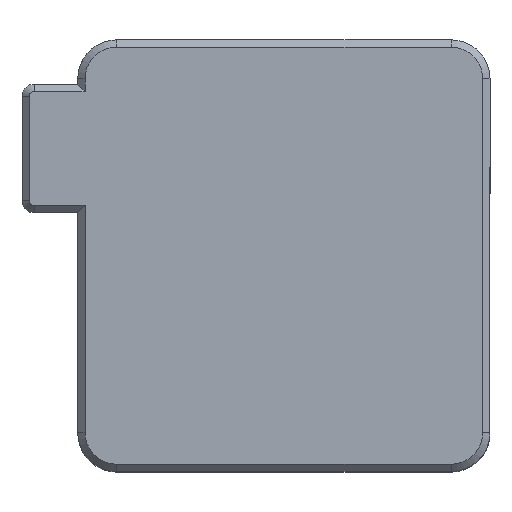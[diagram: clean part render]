
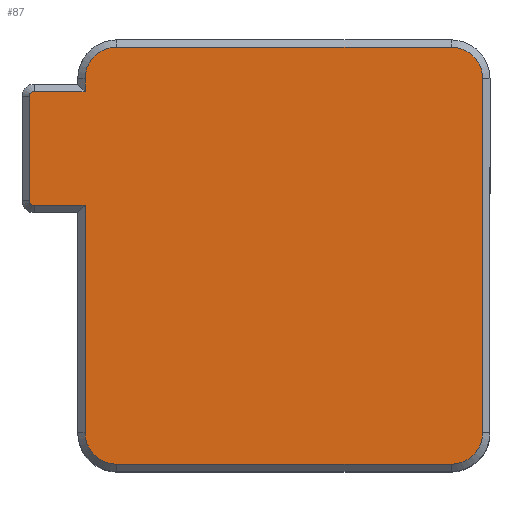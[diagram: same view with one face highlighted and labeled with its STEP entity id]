
A CAD part, top view. The second image highlights one B-rep face of the part: STEP entity #87.
In plain terms, the highlighted planar face has unit normal (0, 0, 1).
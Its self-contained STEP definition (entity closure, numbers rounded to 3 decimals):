
#58 = CARTESIAN_POINT ( 'NONE',  ( -6.9, 8.6, 15.85 ) ) ;
#62 = EDGE_CURVE ( 'NONE', #1031, #1615, #2439, .T. ) ;
#69 = CARTESIAN_POINT ( 'NONE',  ( -10.3, 2.27, 15.85 ) ) ;
#80 = ORIENTED_EDGE ( 'NONE', *, *, #628, .T. ) ;
#87 = ADVANCED_FACE ( 'NONE', ( #3094 ), #1296, .T. ) ;
#88 = VERTEX_POINT ( 'NONE', #1837 ) ;
#171 = VECTOR ( 'NONE', #1018, 1000. ) ;
#188 = ORIENTED_EDGE ( 'NONE', *, *, #3289, .T. ) ;
#244 = DIRECTION ( 'NONE',  ( 1., 0., 0. ) ) ;
#265 = DIRECTION ( 'NONE',  ( 1., 0., 0. ) ) ;
#278 = CIRCLE ( 'NONE', #1254, 0.2 ) ;
#284 = CARTESIAN_POINT ( 'NONE',  ( 6.9, -7.3, 15.85 ) ) ;
#324 = CARTESIAN_POINT ( 'NONE',  ( -8.2, 7.3, 15.85 ) ) ;
#346 = VECTOR ( 'NONE', #2076, 1000. ) ;
#366 = VERTEX_POINT ( 'NONE', #888 ) ;
#377 = EDGE_CURVE ( 'NONE', #1615, #88, #636, .T. ) ;
#479 = LINE ( 'NONE', #3065, #346 ) ;
#507 = EDGE_CURVE ( 'NONE', #1110, #725, #1678, .T. ) ;
#516 = CARTESIAN_POINT ( 'NONE',  ( -6.9, 2.07, 15.85 ) ) ;
#557 = AXIS2_PLACEMENT_3D ( 'NONE', #69, #633, #616 ) ;
#566 = EDGE_CURVE ( 'NONE', #627, #366, #3069, .T. ) ;
#577 = EDGE_LOOP ( 'NONE', ( #635, #2558, #1284, #80, #3352, #2896, #1279, #2318, #2522, #2276, #3056, #1780, #188, #3072 ) ) ;
#613 = CARTESIAN_POINT ( 'NONE',  ( -8.2, -7.3, 15.85 ) ) ;
#616 = DIRECTION ( 'NONE',  ( 1., 0., 0. ) ) ;
#627 = VERTEX_POINT ( 'NONE', #902 ) ;
#628 = EDGE_CURVE ( 'NONE', #1331, #2386, #2414, .T. ) ;
#633 = DIRECTION ( 'NONE',  ( 0., 0., 1. ) ) ;
#635 = ORIENTED_EDGE ( 'NONE', *, *, #1228, .T. ) ;
#636 = LINE ( 'NONE', #2684, #2804 ) ;
#651 = EDGE_CURVE ( 'NONE', #1518, #2891, #1457, .T. ) ;
#653 = AXIS2_PLACEMENT_3D ( 'NONE', #1106, #2130, #2932 ) ;
#725 = VERTEX_POINT ( 'NONE', #324 ) ;
#746 = LINE ( 'NONE', #2605, #171 ) ;
#764 = AXIS2_PLACEMENT_3D ( 'NONE', #3349, #1602, #265 ) ;
#813 = VECTOR ( 'NONE', #3209, 1000. ) ;
#814 = DIRECTION ( 'NONE',  ( 0., 0., 1. ) ) ;
#834 = DIRECTION ( 'NONE',  ( -1., 0., 0. ) ) ;
#888 = CARTESIAN_POINT ( 'NONE',  ( -8.2, 2.07, 15.85 ) ) ;
#902 = CARTESIAN_POINT ( 'NONE',  ( -10.3, 2.07, 15.85 ) ) ;
#904 = LINE ( 'NONE', #2899, #3273 ) ;
#947 = VECTOR ( 'NONE', #1784, 1000. ) ;
#968 = LINE ( 'NONE', #2708, #2117 ) ;
#986 = DIRECTION ( 'NONE',  ( 1., 0., 0. ) ) ;
#1018 = DIRECTION ( 'NONE',  ( 0., 1., 0. ) ) ;
#1031 = VERTEX_POINT ( 'NONE', #613 ) ;
#1059 = CARTESIAN_POINT ( 'NONE',  ( -8.2, 6.77, 15.85 ) ) ;
#1071 = DIRECTION ( 'NONE',  ( 0., 0., 1. ) ) ;
#1072 = CARTESIAN_POINT ( 'NONE',  ( 8.2, -7.3, 15.85 ) ) ;
#1106 = CARTESIAN_POINT ( 'NONE',  ( 6.9, 7.3, 15.85 ) ) ;
#1110 = VERTEX_POINT ( 'NONE', #1379 ) ;
#1187 = VECTOR ( 'NONE', #1292, 1000. ) ;
#1228 = EDGE_CURVE ( 'NONE', #725, #2752, #968, .T. ) ;
#1254 = AXIS2_PLACEMENT_3D ( 'NONE', #3115, #1549, #986 ) ;
#1256 = AXIS2_PLACEMENT_3D ( 'NONE', #2079, #814, #244 ) ;
#1279 = ORIENTED_EDGE ( 'NONE', *, *, #3187, .T. ) ;
#1281 = CARTESIAN_POINT ( 'NONE',  ( -6.9, 7.3, 15.85 ) ) ;
#1284 = ORIENTED_EDGE ( 'NONE', *, *, #1307, .T. ) ;
#1292 = DIRECTION ( 'NONE',  ( 1., 0., 0. ) ) ;
#1296 = PLANE ( 'NONE',  #3310 ) ;
#1307 = EDGE_CURVE ( 'NONE', #1418, #1331, #278, .T. ) ;
#1331 = VERTEX_POINT ( 'NONE', #1568 ) ;
#1344 = EDGE_CURVE ( 'NONE', #1873, #1518, #746, .T. ) ;
#1379 = CARTESIAN_POINT ( 'NONE',  ( -6.9, 8.6, 15.85 ) ) ;
#1418 = VERTEX_POINT ( 'NONE', #2941 ) ;
#1457 = CIRCLE ( 'NONE', #653, 1.3 ) ;
#1518 = VERTEX_POINT ( 'NONE', #2002 ) ;
#1549 = DIRECTION ( 'NONE',  ( 0., 0., 1. ) ) ;
#1560 = DIRECTION ( 'NONE',  ( 0., 0., 1. ) ) ;
#1568 = CARTESIAN_POINT ( 'NONE',  ( -10.5, 6.57, 15.85 ) ) ;
#1602 = DIRECTION ( 'NONE',  ( 0., 0., 1. ) ) ;
#1615 = VERTEX_POINT ( 'NONE', #2972 ) ;
#1678 = CIRCLE ( 'NONE', #1256, 1.3 ) ;
#1780 = ORIENTED_EDGE ( 'NONE', *, *, #651, .T. ) ;
#1784 = DIRECTION ( 'NONE',  ( -1., 0., 0. ) ) ;
#1837 = CARTESIAN_POINT ( 'NONE',  ( 6.9, -8.6, 15.85 ) ) ;
#1873 = VERTEX_POINT ( 'NONE', #1072 ) ;
#1903 = CARTESIAN_POINT ( 'NONE',  ( -10.5, 7.3, 15.85 ) ) ;
#2002 = CARTESIAN_POINT ( 'NONE',  ( 8.2, 7.3, 15.85 ) ) ;
#2025 = CIRCLE ( 'NONE', #557, 0.2 ) ;
#2076 = DIRECTION ( 'NONE',  ( 0., -1., 0. ) ) ;
#2079 = CARTESIAN_POINT ( 'NONE',  ( -6.9, 7.3, 15.85 ) ) ;
#2117 = VECTOR ( 'NONE', #2526, 1000. ) ;
#2130 = DIRECTION ( 'NONE',  ( 0., 0., 1. ) ) ;
#2276 = ORIENTED_EDGE ( 'NONE', *, *, #2795, .T. ) ;
#2318 = ORIENTED_EDGE ( 'NONE', *, *, #62, .T. ) ;
#2376 = CARTESIAN_POINT ( 'NONE',  ( -10.5, 2.27, 15.85 ) ) ;
#2386 = VERTEX_POINT ( 'NONE', #2376 ) ;
#2395 = CIRCLE ( 'NONE', #2875, 1.3 ) ;
#2414 = LINE ( 'NONE', #1903, #813 ) ;
#2439 = CIRCLE ( 'NONE', #764, 1.3 ) ;
#2451 = DIRECTION ( 'NONE',  ( 1., 0., 0. ) ) ;
#2522 = ORIENTED_EDGE ( 'NONE', *, *, #377, .T. ) ;
#2526 = DIRECTION ( 'NONE',  ( 0., -1., 0. ) ) ;
#2558 = ORIENTED_EDGE ( 'NONE', *, *, #2944, .T. ) ;
#2565 = LINE ( 'NONE', #58, #947 ) ;
#2576 = EDGE_CURVE ( 'NONE', #2386, #627, #2025, .T. ) ;
#2605 = CARTESIAN_POINT ( 'NONE',  ( 8.2, 7.3, 15.85 ) ) ;
#2667 = CARTESIAN_POINT ( 'NONE',  ( 6.9, 8.6, 15.85 ) ) ;
#2684 = CARTESIAN_POINT ( 'NONE',  ( 6.9, -8.6, 15.85 ) ) ;
#2708 = CARTESIAN_POINT ( 'NONE',  ( -8.2, -7.3, 15.85 ) ) ;
#2752 = VERTEX_POINT ( 'NONE', #1059 ) ;
#2795 = EDGE_CURVE ( 'NONE', #88, #1873, #2395, .T. ) ;
#2804 = VECTOR ( 'NONE', #2451, 1000. ) ;
#2863 = DIRECTION ( 'NONE',  ( 1., 0., 0. ) ) ;
#2875 = AXIS2_PLACEMENT_3D ( 'NONE', #284, #1071, #3109 ) ;
#2891 = VERTEX_POINT ( 'NONE', #2667 ) ;
#2896 = ORIENTED_EDGE ( 'NONE', *, *, #566, .T. ) ;
#2899 = CARTESIAN_POINT ( 'NONE',  ( -6.9, 6.77, 15.85 ) ) ;
#2932 = DIRECTION ( 'NONE',  ( 1., 0., 0. ) ) ;
#2941 = CARTESIAN_POINT ( 'NONE',  ( -10.3, 6.77, 15.85 ) ) ;
#2944 = EDGE_CURVE ( 'NONE', #2752, #1418, #904, .T. ) ;
#2972 = CARTESIAN_POINT ( 'NONE',  ( -6.9, -8.6, 15.85 ) ) ;
#3056 = ORIENTED_EDGE ( 'NONE', *, *, #1344, .T. ) ;
#3065 = CARTESIAN_POINT ( 'NONE',  ( -8.2, -7.3, 15.85 ) ) ;
#3069 = LINE ( 'NONE', #516, #1187 ) ;
#3072 = ORIENTED_EDGE ( 'NONE', *, *, #507, .T. ) ;
#3094 = FACE_OUTER_BOUND ( 'NONE', #577, .T. ) ;
#3109 = DIRECTION ( 'NONE',  ( 1., 0., 0. ) ) ;
#3115 = CARTESIAN_POINT ( 'NONE',  ( -10.3, 6.57, 15.85 ) ) ;
#3187 = EDGE_CURVE ( 'NONE', #366, #1031, #479, .T. ) ;
#3209 = DIRECTION ( 'NONE',  ( 0., -1., 0. ) ) ;
#3273 = VECTOR ( 'NONE', #834, 1000. ) ;
#3289 = EDGE_CURVE ( 'NONE', #2891, #1110, #2565, .T. ) ;
#3310 = AXIS2_PLACEMENT_3D ( 'NONE', #1281, #1560, #2863 ) ;
#3349 = CARTESIAN_POINT ( 'NONE',  ( -6.9, -7.3, 15.85 ) ) ;
#3352 = ORIENTED_EDGE ( 'NONE', *, *, #2576, .T. ) ;
